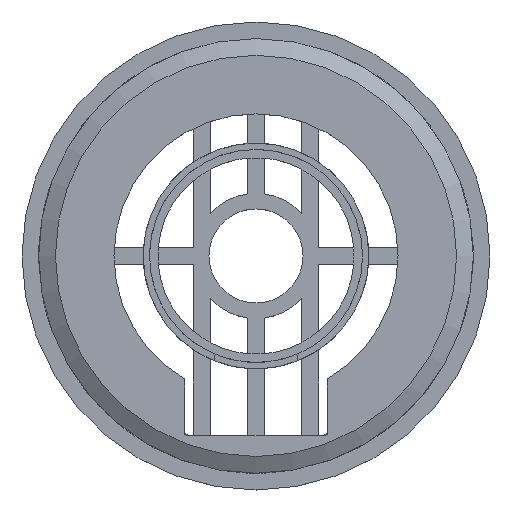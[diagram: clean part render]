
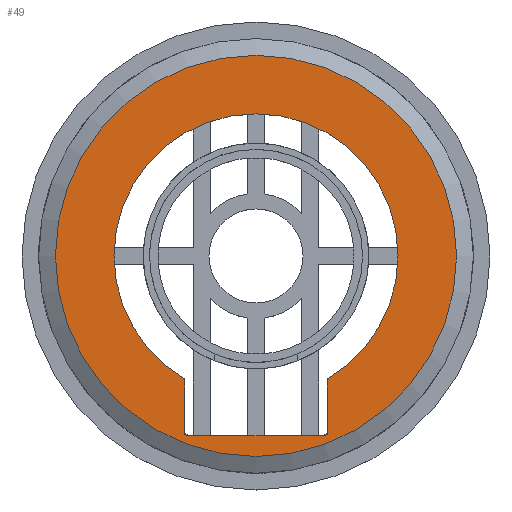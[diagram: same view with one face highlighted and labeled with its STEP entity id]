
A CAD part, top view. The second image highlights one B-rep face of the part: STEP entity #49.
In plain terms, the highlighted planar face has unit normal (0, 0, 1).
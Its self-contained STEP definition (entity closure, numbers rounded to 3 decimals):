
#14=FACE_BOUND('',#298,.T.);
#49=ADVANCED_FACE('',(#173,#14),#2604,.T.);
#173=FACE_OUTER_BOUND('',#297,.T.);
#297=EDGE_LOOP('',(#458));
#298=EDGE_LOOP('',(#459,#460,#461,#462,#463,#464));
#458=ORIENTED_EDGE('',*,*,#1309,.F.);
#459=ORIENTED_EDGE('',*,*,#1315,.F.);
#460=ORIENTED_EDGE('',*,*,#1316,.F.);
#461=ORIENTED_EDGE('',*,*,#1317,.F.);
#462=ORIENTED_EDGE('',*,*,#1318,.F.);
#463=ORIENTED_EDGE('',*,*,#1319,.F.);
#464=ORIENTED_EDGE('',*,*,#1320,.F.);
#1309=EDGE_CURVE('',#2271,#2271,#2152,.T.);
#1315=EDGE_CURVE('',#2279,#2280,#2045,.T.);
#1316=EDGE_CURVE('',#2281,#2279,#1835,.T.);
#1317=EDGE_CURVE('',#2282,#2281,#2046,.T.);
#1318=EDGE_CURVE('',#2283,#2282,#1836,.T.);
#1319=EDGE_CURVE('',#2284,#2283,#2047,.T.);
#1320=EDGE_CURVE('',#2280,#2284,#1837,.T.);
#1835=B_SPLINE_CURVE_WITH_KNOTS('',1,(#3841,#3842),.UNSPECIFIED.,.F.,.F.,
(2,2),(-50.373,-17.692),.UNSPECIFIED.);
#1836=B_SPLINE_CURVE_WITH_KNOTS('',1,(#3846,#3847),.UNSPECIFIED.,.F.,.F.,
(2,2),(-13.299,0.),.UNSPECIFIED.);
#1837=B_SPLINE_CURVE_WITH_KNOTS('',1,(#3851,#3852),.UNSPECIFIED.,.F.,.F.,
(2,2),(-13.299,0.),.UNSPECIFIED.);
#2045=TRIMMED_CURVE($,#2155,(#3839),(#3840),.T.,.CARTESIAN.);
#2046=TRIMMED_CURVE($,#2156,(#3844),(#3845),.T.,.CARTESIAN.);
#2047=TRIMMED_CURVE($,#2157,(#3849),(#3850),.T.,.CARTESIAN.);
#2152=CIRCLE('',#2885,48.);
#2155=CIRCLE('',#2888,46.);
#2156=CIRCLE('',#2889,46.);
#2157=CIRCLE('',#2890,34.);
#2271=VERTEX_POINT('',#3542);
#2279=VERTEX_POINT('',#3550);
#2280=VERTEX_POINT('',#3551);
#2281=VERTEX_POINT('',#3552);
#2282=VERTEX_POINT('',#3553);
#2283=VERTEX_POINT('',#3554);
#2284=VERTEX_POINT('',#3555);
#2604=PLANE('',#2844);
#2844=AXIS2_PLACEMENT_3D('',#3501,#3086,$);
#2885=AXIS2_PLACEMENT_3D($,#3827,#3128,#3129);
#2888=AXIS2_PLACEMENT_3D($,#3838,#3134,#3135);
#2889=AXIS2_PLACEMENT_3D($,#3843,#3136,#3137);
#2890=AXIS2_PLACEMENT_3D($,#3848,#3138,#3139);
#3086=DIRECTION('',(0.,0.,1.));
#3128=DIRECTION('',(0.,0.,-1.));
#3129=DIRECTION('',(1.,0.,0.));
#3134=DIRECTION('',(0.,0.,1.));
#3135=DIRECTION('',(0.355,-0.935,0.));
#3136=DIRECTION('',(0.,0.,1.));
#3137=DIRECTION('',(-0.37,-0.929,0.));
#3138=DIRECTION('',(0.,0.,1.));
#3139=DIRECTION('',(0.5,-0.866,0.));
#3501=CARTESIAN_POINT('',(-65.,65.,15.75));
#3542=CARTESIAN_POINT('',(48.,0.,15.75));
#3550=CARTESIAN_POINT('',(16.34,-43.,15.75));
#3551=CARTESIAN_POINT('',(17.,-42.743,15.75));
#3552=CARTESIAN_POINT('',(-16.34,-43.,15.75));
#3553=CARTESIAN_POINT('',(-17.,-42.743,15.75));
#3554=CARTESIAN_POINT('',(-17.,-29.445,15.75));
#3555=CARTESIAN_POINT('',(17.,-29.445,15.75));
#3827=CARTESIAN_POINT('',(0.,0.,15.75));
#3838=CARTESIAN_POINT('',(0.,0.,15.75));
#3839=CARTESIAN_POINT('',(16.34,-43.,15.75));
#3840=CARTESIAN_POINT('',(17.,-42.743,15.75));
#3841=CARTESIAN_POINT('',(-16.34,-43.,15.75));
#3842=CARTESIAN_POINT('',(16.34,-43.,15.75));
#3843=CARTESIAN_POINT('',(0.,0.,15.75));
#3844=CARTESIAN_POINT('',(-17.,-42.743,15.75));
#3845=CARTESIAN_POINT('',(-16.34,-43.,15.75));
#3846=CARTESIAN_POINT('',(-17.,-29.445,15.75));
#3847=CARTESIAN_POINT('',(-17.,-42.743,15.75));
#3848=CARTESIAN_POINT('',(0.,0.,15.75));
#3849=CARTESIAN_POINT('',(17.,-29.445,15.75));
#3850=CARTESIAN_POINT('',(-17.,-29.445,15.75));
#3851=CARTESIAN_POINT('',(17.,-42.743,15.75));
#3852=CARTESIAN_POINT('',(17.,-29.445,15.75));
